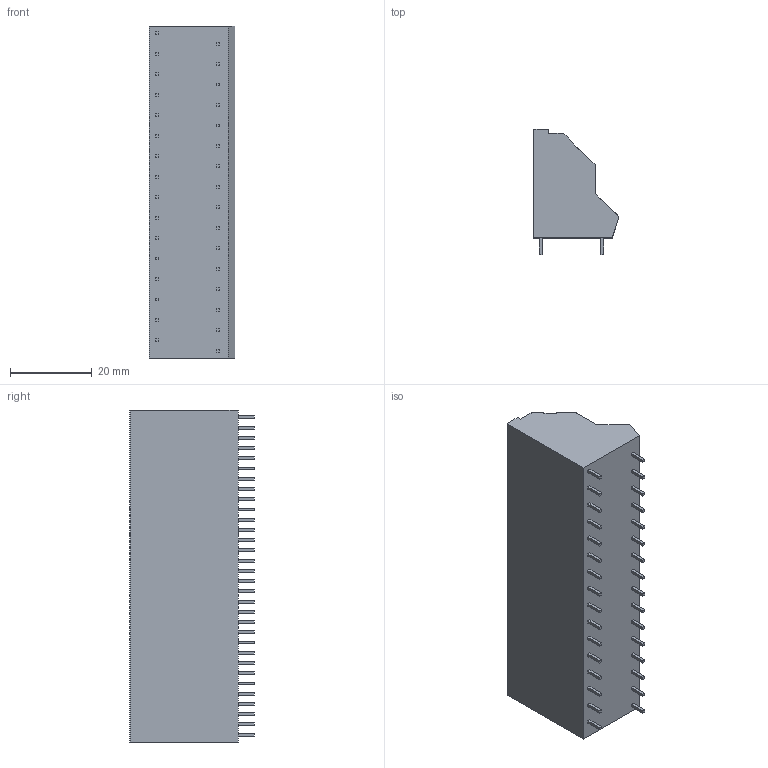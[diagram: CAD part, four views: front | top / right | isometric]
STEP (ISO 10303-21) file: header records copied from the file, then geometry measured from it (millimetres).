
FILE_DESCRIPTION( ( 'STEP AP214' ), ' ' );
FILE_NAME( '736-216.stp', '2015-08-19T08:11:47', ( '' ), ( '' ), ' ', 'PARTsolutions', ' ' );
FILE_SCHEMA( ( 'AUTOMOTIVE_DESIGN { 1 0 10303 214 1 1 1 1 }' ) );
Length unit declared in the file: millimetre
Products named in the file (1): _736-216
Bounding box: 21 x 30.5 x 81.1 mm (x, y, z)
Volume: 30718.6 mm3; surface area: 10003.1 mm2
Topology: 1 solids, 1 shells, 710 faces, 1964 edges, 1288 vertices
Faces by surface type: plane 673, cone 32, cylinder 5
Entity records: 28102 total; most frequent: CARTESIAN_POINT 4475, ORIENTED_EDGE 3928, DIRECTION 3332, EDGE_CURVE 1964, LINE 1762, VECTOR 1762, VERTEX_POINT 1288, AXIS2_PLACEMENT_3D 785
